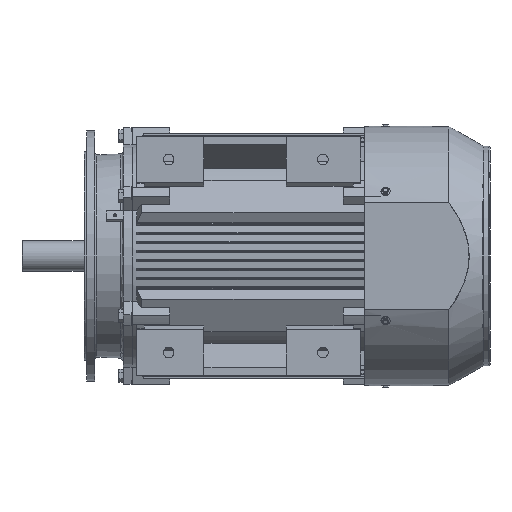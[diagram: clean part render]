
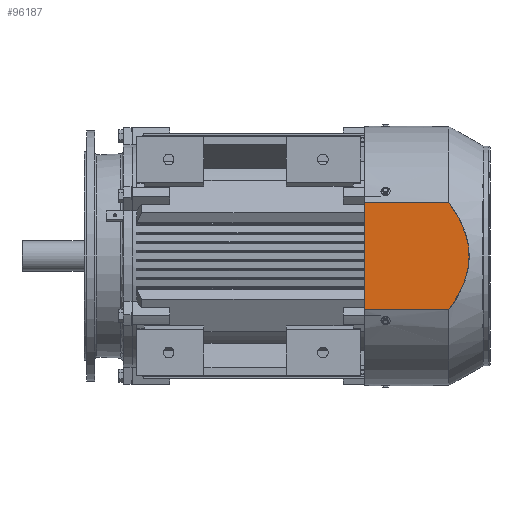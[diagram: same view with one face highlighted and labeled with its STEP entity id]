
A CAD part, front view. The second image highlights one B-rep face of the part: STEP entity #96187.
In plain terms, the highlighted planar face has unit normal (0, -1, 0).
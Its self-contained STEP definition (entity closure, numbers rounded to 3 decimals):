
#14922 = AXIS2_PLACEMENT_3D ( 'NONE', #14923, #14985, #14984 ) ;
#14923 = CARTESIAN_POINT ( 'NONE',  ( 230.261, -310., -73.654 ) ) ;
#14924 = PLANE ( 'NONE',  #14922 ) ;
#14925 = FACE_OUTER_BOUND ( 'NONE', #96192, .T. ) ;
#14984 = DIRECTION ( 'NONE',  ( 0., 0., 1. ) ) ;
#14985 = DIRECTION ( 'NONE',  ( 0., 1., 0. ) ) ;
#17720 = CARTESIAN_POINT ( 'NONE',  ( 142.06, -310., 0. ) ) ;
#17721 = CARTESIAN_POINT ( 'NONE',  ( 142.06, -310., 221.933 ) ) ;
#17787 = CARTESIAN_POINT ( 'NONE',  ( -142.06, -310., 221.933 ) ) ;
#17904 = CARTESIAN_POINT ( 'NONE',  ( -142.06, -310., 0. ) ) ;
#17941 = DIRECTION ( 'NONE',  ( 0., 0., 1. ) ) ;
#17942 = VECTOR ( 'NONE', #17941, 1000. ) ;
#17943 = CARTESIAN_POINT ( 'NONE',  ( -142.06, -310., 330. ) ) ;
#17944 = LINE ( 'NONE', #17943, #17942 ) ;
#18010 = DIRECTION ( 'NONE',  ( 0., 0., -1. ) ) ;
#18011 = VECTOR ( 'NONE', #18010, 1000. ) ;
#18012 = CARTESIAN_POINT ( 'NONE',  ( 142.06, -310., 330. ) ) ;
#18013 = LINE ( 'NONE', #18012, #18011 ) ;
#18559 = CARTESIAN_POINT ( 'NONE',  ( -115.309, -310., 239.757 ) ) ;
#18560 = CARTESIAN_POINT ( 'NONE',  ( -120.765, -310., 236.387 ) ) ;
#18561 = CARTESIAN_POINT ( 'NONE',  ( -131.522, -310., 229.365 ) ) ;
#18562 = CARTESIAN_POINT ( 'NONE',  ( -136.825, -310., 225.711 ) ) ;
#18563 = CARTESIAN_POINT ( 'NONE',  ( -142.06, -310., 221.933 ) ) ;
#18564 = B_SPLINE_CURVE_WITH_KNOTS ( 'NONE', 3,
 ( #18563, #18562, #18561, #18560, #18559, #18623, #18622, #18621, #18620, #18618, #18617, #18616, #18615, #18614, #18613, #18612, #18611, #18610, #18609, #18608, #18607, #18606, #18605, #18604, #18603, #18602, #18601, #18600, #18599, #18598, #18597, #18596, #18595, #18594, #18593, #18592, #18591, #18590, #18589, #18588, #18587, #18586, #18585, #18584 ),
 .UNSPECIFIED., .F., .F.,
 ( 4, 2, 2, 2, 2, 2, 2, 2, 2, 2, 2, 2, 2, 2, 2, 2, 2, 2, 2, 2, 2, 4 ),
 ( 0.306, 0.325, 0.345, 0.364, 0.383, 0.392, 0.397, 0.402, 0.421, 0.459, 0.464, 0.468, 0.478, 0.497, 0.516, 0.521, 0.526, 0.535, 0.554, 0.573, 0.592, 0.611 ),
 .UNSPECIFIED. ) ;
#18584 = CARTESIAN_POINT ( 'NONE',  ( 142.06, -310., 221.933 ) ) ;
#18585 = CARTESIAN_POINT ( 'NONE',  ( 136.831, -310., 225.706 ) ) ;
#18586 = CARTESIAN_POINT ( 'NONE',  ( 131.534, -310., 229.357 ) ) ;
#18587 = CARTESIAN_POINT ( 'NONE',  ( 120.782, -310., 236.376 ) ) ;
#18588 = CARTESIAN_POINT ( 'NONE',  ( 115.328, -310., 239.745 ) ) ;
#18589 = CARTESIAN_POINT ( 'NONE',  ( 104.237, -310., 246.158 ) ) ;
#18590 = CARTESIAN_POINT ( 'NONE',  ( 98.601, -310., 249.201 ) ) ;
#18591 = CARTESIAN_POINT ( 'NONE',  ( 87.117, -310., 254.909 ) ) ;
#18592 = CARTESIAN_POINT ( 'NONE',  ( 81.269, -310., 257.574 ) ) ;
#18593 = CARTESIAN_POINT ( 'NONE',  ( 72.31, -310., 261.236 ) ) ;
#18594 = CARTESIAN_POINT ( 'NONE',  ( 69.293, -310., 262.401 ) ) ;
#18595 = CARTESIAN_POINT ( 'NONE',  ( 64.716, -310., 264.058 ) ) ;
#18596 = CARTESIAN_POINT ( 'NONE',  ( 63.181, -310., 264.595 ) ) ;
#18597 = CARTESIAN_POINT ( 'NONE',  ( 60.11, -310., 265.632 ) ) ;
#18598 = CARTESIAN_POINT ( 'NONE',  ( 58.571, -310., 266.134 ) ) ;
#18599 = CARTESIAN_POINT ( 'NONE',  ( 50.859, -310., 268.55 ) ) ;
#18600 = CARTESIAN_POINT ( 'NONE',  ( 44.637, -310., 270.197 ) ) ;
#18601 = CARTESIAN_POINT ( 'NONE',  ( 32.078, -310., 272.868 ) ) ;
#18602 = CARTESIAN_POINT ( 'NONE',  ( 25.741, -310., 273.893 ) ) ;
#18603 = CARTESIAN_POINT ( 'NONE',  ( 16.143, -310., 274.928 ) ) ;
#18604 = CARTESIAN_POINT ( 'NONE',  ( 12.929, -310., 275.189 ) ) ;
#18605 = CARTESIAN_POINT ( 'NONE',  ( 8.082, -310., 275.452 ) ) ;
#18606 = CARTESIAN_POINT ( 'NONE',  ( 6.463, -310., 275.518 ) ) ;
#18607 = CARTESIAN_POINT ( 'NONE',  ( 3.216, -310., 275.605 ) ) ;
#18608 = CARTESIAN_POINT ( 'NONE',  ( 1.586, -310., 275.627 ) ) ;
#18609 = CARTESIAN_POINT ( 'NONE',  ( -13.036, -310., 275.624 ) ) ;
#18610 = CARTESIAN_POINT ( 'NONE',  ( -25.805, -310., 274.203 ) ) ;
#18611 = CARTESIAN_POINT ( 'NONE',  ( -44.655, -310., 270.192 ) ) ;
#18612 = CARTESIAN_POINT ( 'NONE',  ( -50.887, -310., 268.543 ) ) ;
#18613 = CARTESIAN_POINT ( 'NONE',  ( -58.619, -310., 266.118 ) ) ;
#18614 = CARTESIAN_POINT ( 'NONE',  ( -60.165, -310., 265.614 ) ) ;
#18615 = CARTESIAN_POINT ( 'NONE',  ( -63.24, -310., 264.574 ) ) ;
#18616 = CARTESIAN_POINT ( 'NONE',  ( -64.769, -310., 264.039 ) ) ;
#18617 = CARTESIAN_POINT ( 'NONE',  ( -69.333, -310., 262.386 ) ) ;
#18618 = CARTESIAN_POINT ( 'NONE',  ( -72.342, -310., 261.223 ) ) ;
#18620 = CARTESIAN_POINT ( 'NONE',  ( -81.28, -310., 257.568 ) ) ;
#18621 = CARTESIAN_POINT ( 'NONE',  ( -87.118, -310., 254.909 ) ) ;
#18622 = CARTESIAN_POINT ( 'NONE',  ( -98.589, -310., 249.208 ) ) ;
#18623 = CARTESIAN_POINT ( 'NONE',  ( -104.221, -310., 246.167 ) ) ;
#18739 = DIRECTION ( 'NONE',  ( -1., 0., 0. ) ) ;
#18740 = VECTOR ( 'NONE', #18739, 1000. ) ;
#18741 = CARTESIAN_POINT ( 'NONE',  ( 0., -310., 0. ) ) ;
#18742 = LINE ( 'NONE', #18741, #18740 ) ;
#96187 = ADVANCED_FACE ( 'NONE', ( #14925 ), #14924, .F. ) ;
#96192 = EDGE_LOOP ( 'NONE', ( #96208, #96212, #96444, #96453 ) ) ;
#96208 = ORIENTED_EDGE ( 'NONE', *, *, #97874, .F. ) ;
#96212 = ORIENTED_EDGE ( 'NONE', *, *, #98425, .F. ) ;
#96444 = ORIENTED_EDGE ( 'NONE', *, *, #97819, .F. ) ;
#96453 = ORIENTED_EDGE ( 'NONE', *, *, #98523, .F. ) ;
#97665 = VERTEX_POINT ( 'NONE', #17721 ) ;
#97670 = VERTEX_POINT ( 'NONE', #17720 ) ;
#97706 = VERTEX_POINT ( 'NONE', #17787 ) ;
#97800 = VERTEX_POINT ( 'NONE', #17904 ) ;
#97819 = EDGE_CURVE ( 'NONE', #97800, #97706, #17944, .T. ) ;
#97874 = EDGE_CURVE ( 'NONE', #97665, #97670, #18013, .T. ) ;
#98425 = EDGE_CURVE ( 'NONE', #97706, #97665, #18564, .T. ) ;
#98523 = EDGE_CURVE ( 'NONE', #97670, #97800, #18742, .T. ) ;
